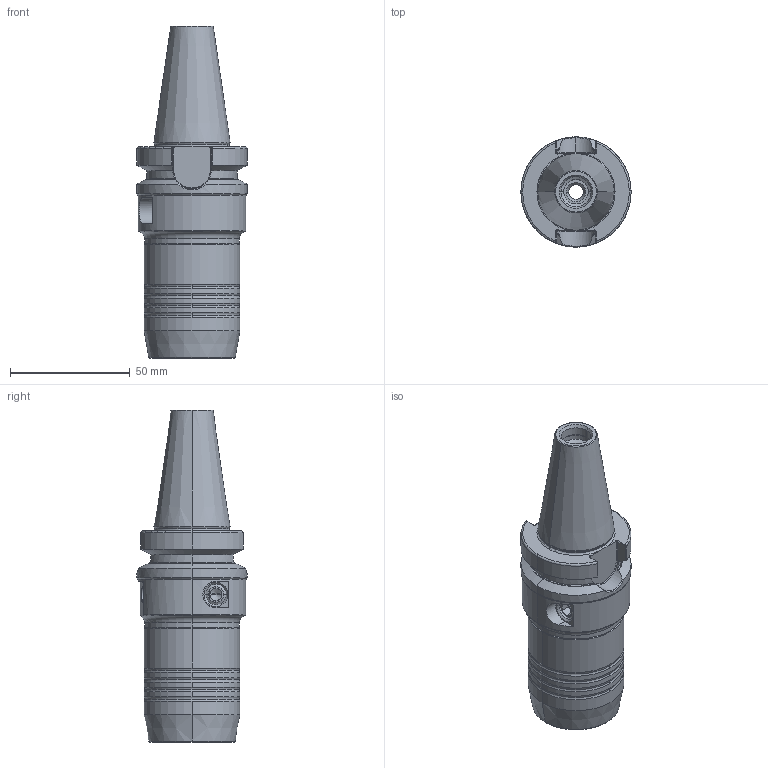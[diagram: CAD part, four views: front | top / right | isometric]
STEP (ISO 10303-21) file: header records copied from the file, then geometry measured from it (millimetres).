
FILE_DESCRIPTION (( 'STEP AP214' ), '1' );
FILE_NAME ('77.303.018 x=90_step.STEP', '2020-09-22T05:59:31', ( '' ), ( '' ), 'SwSTEP 2.0', 'SolidWorks 2018', '' );
FILE_SCHEMA (( 'AUTOMOTIVE_DESIGN' ));
Length unit declared in the file: millimetre
Products named in the file (1): 77.303.018 x=90_step
Bounding box: 45.96 x 45.96 x 138.4 mm (x, y, z)
Volume: 120849.7 mm3; surface area: 42743.7 mm2
Topology: 9 solids, 9 shells, 402 faces, 936 edges, 560 vertices
Faces by surface type: cylinder 130, cone 95, plane 89, torus 77, bspline 7, sphere 4
Entity records: 18703 total; most frequent: CARTESIAN_POINT 4936, DIRECTION 2105, ORIENTED_EDGE 1840, EDGE_CURVE 920, AXIS2_PLACEMENT_3D 894, VERTEX_POINT 555, CIRCLE 498, EDGE_LOOP 435
